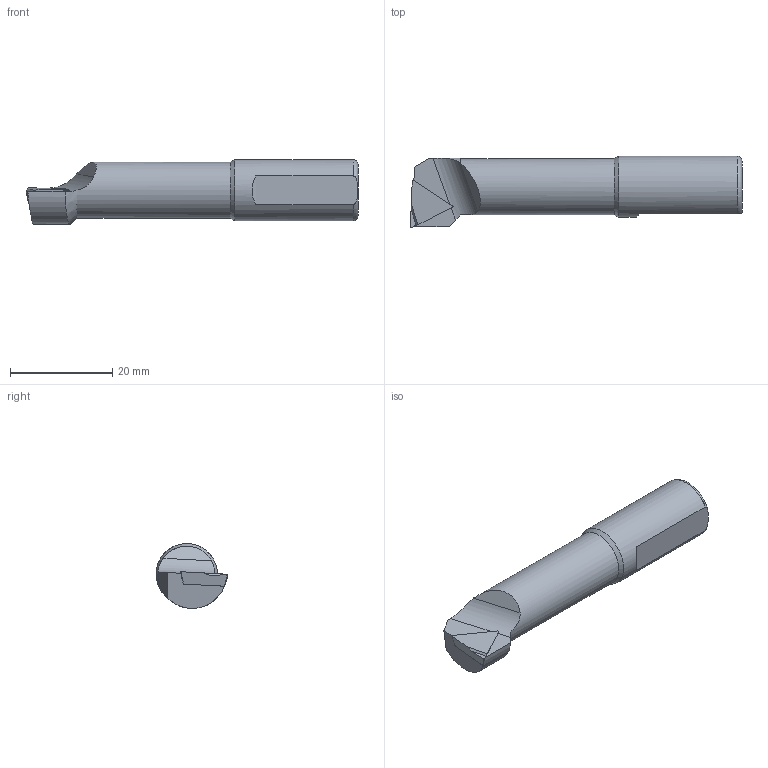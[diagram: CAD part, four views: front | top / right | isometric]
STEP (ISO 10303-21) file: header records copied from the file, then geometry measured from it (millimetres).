
FILE_DESCRIPTION(/* description */ (''),/* implementation_level */ '2;1');
FILE_NAME(/* name */ 'STUPR-D16x22-40.stp',/* time_stamp */ '2023-10-19T14:49:13+03:00',/* author */ (''),/* organization */ (''),/* preprocessor_version */ 'ST-DEVELOPER v19.4',/* originating_system */ 'SIEMENS PLM Software NX2306.3001',/* authorisation */ '');
FILE_SCHEMA (('AP203_CONFIGURATION_CONTROLLED_3D_DESIGN_OF_MECHANICAL_PARTS_AND_ASSEMBLIES_MIM_LF { 1 0 10303 403 2 1 2}'));
Length unit declared in the file: millimetre
Products named in the file (1): model2
Bounding box: 64.97 x 14.06 x 12.69 mm (x, y, z)
Volume: 6195.7 mm3; surface area: 2611.9 mm2
Topology: 2 solids, 2 shells, 30 faces, 79 edges, 50 vertices
Faces by surface type: plane 18, cone 6, cylinder 5, torus 1
Full cylindrical faces by diameter (mm): 11 x1, 12 x1
Entity records: 968 total; most frequent: CARTESIAN_POINT 191, DIRECTION 143, ORIENTED_EDGE 138, EDGE_CURVE 69, AXIS2_PLACEMENT_3D 51, VERTEX_POINT 47, LINE 41, VECTOR 41
